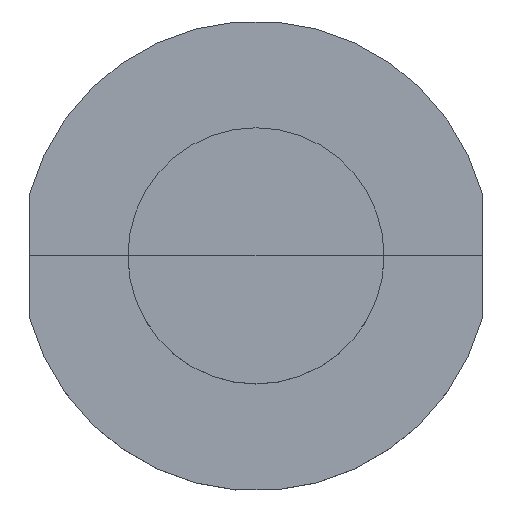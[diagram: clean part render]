
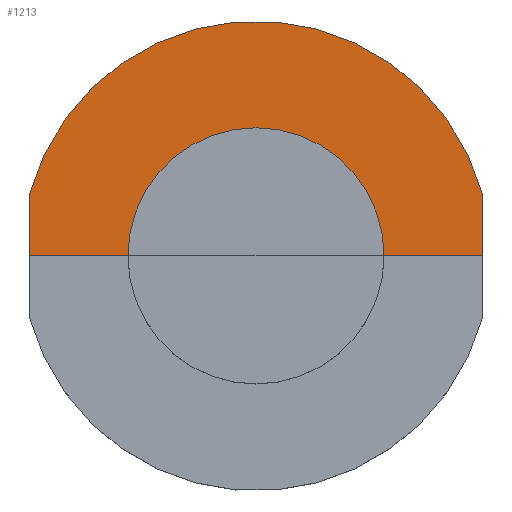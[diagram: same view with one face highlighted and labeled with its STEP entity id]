
A CAD part, top view. The second image highlights one B-rep face of the part: STEP entity #1213.
In plain terms, the highlighted planar face has unit normal (0, 0, 1).
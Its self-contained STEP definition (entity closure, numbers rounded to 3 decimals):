
#549=CARTESIAN_POINT('',(-15.,-3.5,-7.));
#550=VERTEX_POINT('',#549);
#551=CARTESIAN_POINT('',(15.,-3.5,-7.));
#552=VERTEX_POINT('',#551);
#657=CARTESIAN_POINT('',(-26.5,-3.5,-7.));
#658=VERTEX_POINT('',#657);
#687=CARTESIAN_POINT('',(26.5,-3.5,-7.));
#688=VERTEX_POINT('',#687);
#736=CARTESIAN_POINT('',(-15.,-3.5,-7.));
#737=DIRECTION('',(-1.,0.,0.));
#738=VECTOR('',#737,11.5);
#739=LINE('',#736,#738);
#740=EDGE_CURVE('',#550,#658,#739,.T.);
#745=CARTESIAN_POINT('',(26.5,-3.5,-7.));
#746=DIRECTION('',(-1.,0.,0.));
#747=VECTOR('',#746,11.5);
#748=LINE('',#745,#747);
#749=EDGE_CURVE('',#688,#552,#748,.T.);
#1069=CARTESIAN_POINT('',(0.,-3.5,-7.));
#1070=DIRECTION('',(0.,0.,1.));
#1071=DIRECTION('',(-1.,0.,0.));
#1072=AXIS2_PLACEMENT_3D('',#1069,#1070,#1071);
#1073=CIRCLE('',#1072,15.);
#1074=EDGE_CURVE('',#552,#550,#1073,.T.);
#1114=CARTESIAN_POINT('',(-26.5,3.848,-7.));
#1115=VERTEX_POINT('',#1114);
#1122=CARTESIAN_POINT('',(26.5,3.848,-7.));
#1123=VERTEX_POINT('',#1122);
#1124=CARTESIAN_POINT('',(0.,-3.5,-7.));
#1125=DIRECTION('',(0.,0.,1.));
#1126=DIRECTION('',(0.964,0.267,0.));
#1127=AXIS2_PLACEMENT_3D('',#1124,#1125,#1126);
#1128=CIRCLE('',#1127,27.5);
#1129=EDGE_CURVE('',#1123,#1115,#1128,.T.);
#1152=CARTESIAN_POINT('',(26.5,-3.5,-7.));
#1153=DIRECTION('',(0.,1.0,0.0));
#1154=VECTOR('',#1153,7.348);
#1155=LINE('',#1152,#1154);
#1156=EDGE_CURVE('',#688,#1123,#1155,.T.);
#1174=CARTESIAN_POINT('',(-26.5,3.848,-7.));
#1175=DIRECTION('',(0.,-1.0,0.0));
#1176=VECTOR('',#1175,7.348);
#1177=LINE('',#1174,#1176);
#1178=EDGE_CURVE('',#1115,#658,#1177,.T.);
#1200=CARTESIAN_POINT('',(0.,18.,-7.));
#1201=DIRECTION('',(0.,0.,1.));
#1202=DIRECTION('',(1.,0.0,0.));
#1203=AXIS2_PLACEMENT_3D('',#1200,#1201,#1202);
#1204=PLANE('',#1203);
#1205=ORIENTED_EDGE('',*,*,#749,.F.);
#1206=ORIENTED_EDGE('',*,*,#1156,.T.);
#1207=ORIENTED_EDGE('',*,*,#1129,.T.);
#1208=ORIENTED_EDGE('',*,*,#1178,.T.);
#1209=ORIENTED_EDGE('',*,*,#740,.F.);
#1210=ORIENTED_EDGE('',*,*,#1074,.F.);
#1211=EDGE_LOOP('',(#1205,#1206,#1207,#1208,#1209,#1210));
#1212=FACE_OUTER_BOUND('',#1211,.T.);
#1213=ADVANCED_FACE('',(#1212),#1204,.T.);
